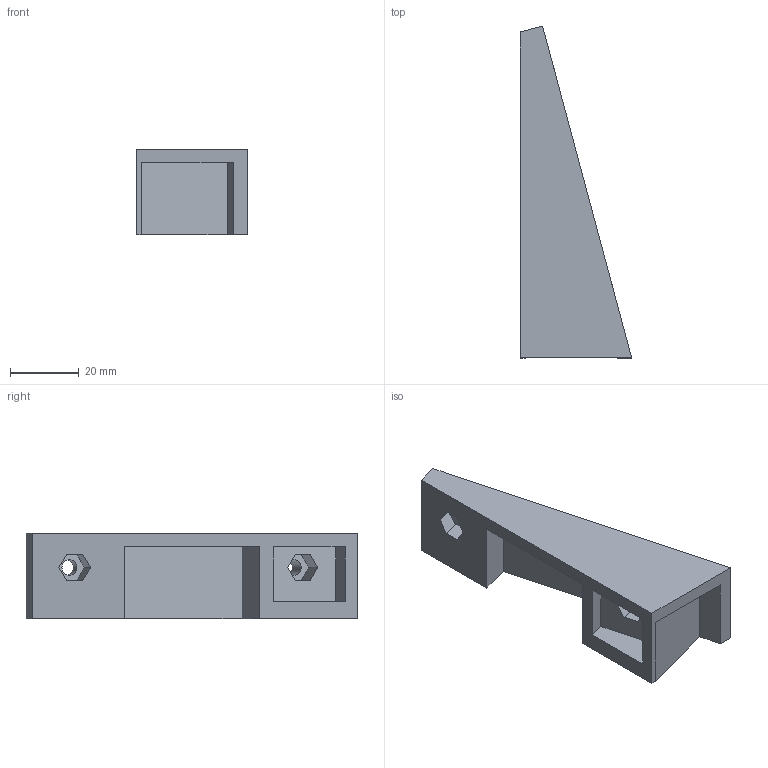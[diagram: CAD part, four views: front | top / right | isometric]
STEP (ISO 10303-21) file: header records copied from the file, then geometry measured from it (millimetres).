
FILE_DESCRIPTION(('FreeCAD Model'),'2;1');
FILE_NAME('Open CASCADE Shape Model','2026-01-04T21:53:24',(''),(''), 'Open CASCADE STEP processor 7.8','FreeCAD','Unknown');
FILE_SCHEMA(('AUTOMOTIVE_DESIGN { 1 0 10303 214 1 1 1 1 }'));
Length unit declared in the file: millimetre
Products named in the file (2): noga-lewa; noga_lewa
Assembly tree (1 placements, depth 2):
  noga-lewa
    noga_lewa
Bounding box: 32.35 x 96.59 x 25 mm (x, y, z)
Volume: 29586.7 mm3; surface area: 11402.4 mm2
Topology: 1 solids, 1 shells, 34 faces, 87 edges, 58 vertices
Faces by surface type: plane 32, cylinder 2
Full cylindrical faces by diameter (mm): 4.5 x2
Entity records: 1063 total; most frequent: CARTESIAN_POINT 181, ORIENTED_EDGE 174, DIRECTION 163, EDGE_CURVE 87, LINE 83, VECTOR 83, VERTEX_POINT 58, FACE_BOUND 41
